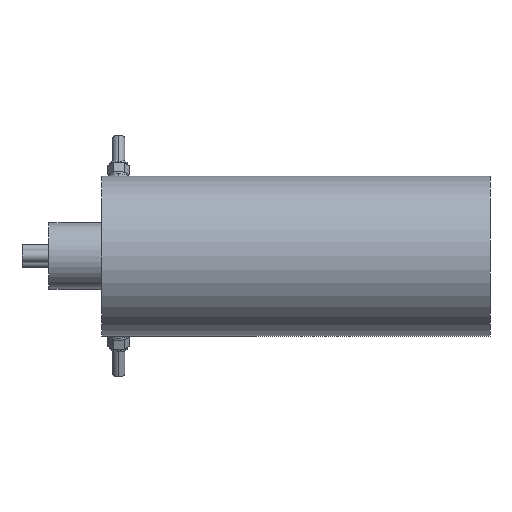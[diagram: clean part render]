
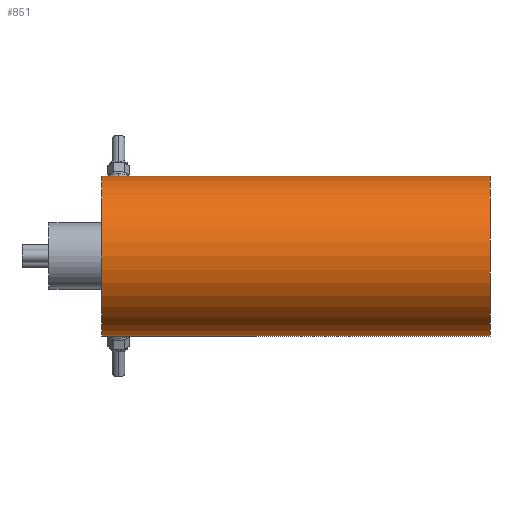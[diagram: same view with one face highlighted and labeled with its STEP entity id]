
A CAD part, front view. The second image highlights one B-rep face of the part: STEP entity #851.
In plain terms, the highlighted cylindrical face has radius 60 mm (diameter 120 mm), a partial arc.
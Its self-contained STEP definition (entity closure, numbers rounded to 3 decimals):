
#113 = CIRCLE ( 'NONE', #4523, 60. ) ;
#157 = EDGE_CURVE ( 'NONE', #3726, #1540, #2169, .T. ) ;
#312 = EDGE_CURVE ( 'NONE', #1154, #3726, #113, .T. ) ;
#361 = DIRECTION ( 'NONE',  ( 1., 0., 0. ) ) ;
#813 = CARTESIAN_POINT ( 'NONE',  ( 40., 0., -60. ) ) ;
#851 = ADVANCED_FACE ( 'NONE', ( #1674 ), #3761, .T. ) ;
#947 = CARTESIAN_POINT ( 'NONE',  ( 331., 0., 60. ) ) ;
#972 = VERTEX_POINT ( 'NONE', #947 ) ;
#982 = CARTESIAN_POINT ( 'NONE',  ( 331., 0., 0. ) ) ;
#1064 = AXIS2_PLACEMENT_3D ( 'NONE', #982, #3746, #1401 ) ;
#1077 = CARTESIAN_POINT ( 'NONE',  ( 331., 0., -60. ) ) ;
#1123 = CARTESIAN_POINT ( 'NONE',  ( 331., 0., -60. ) ) ;
#1154 = VERTEX_POINT ( 'NONE', #2647 ) ;
#1401 = DIRECTION ( 'NONE',  ( 0., 0., -1. ) ) ;
#1540 = VERTEX_POINT ( 'NONE', #1123 ) ;
#1611 = ORIENTED_EDGE ( 'NONE', *, *, #2820, .F. ) ;
#1674 = FACE_OUTER_BOUND ( 'NONE', #4491, .T. ) ;
#2169 = LINE ( 'NONE', #1077, #2213 ) ;
#2213 = VECTOR ( 'NONE', #4577, 1000. ) ;
#2420 = ORIENTED_EDGE ( 'NONE', *, *, #157, .T. ) ;
#2485 = DIRECTION ( 'NONE',  ( 1., 0., 0. ) ) ;
#2647 = CARTESIAN_POINT ( 'NONE',  ( 40., 0., 60. ) ) ;
#2795 = CARTESIAN_POINT ( 'NONE',  ( 40., 0., 0. ) ) ;
#2801 = CIRCLE ( 'NONE', #1064, 60. ) ;
#2820 = EDGE_CURVE ( 'NONE', #972, #1540, #2801, .T. ) ;
#2847 = DIRECTION ( 'NONE',  ( 0., 0., -1. ) ) ;
#2862 = DIRECTION ( 'NONE',  ( 1., 0., 0. ) ) ;
#2937 = ORIENTED_EDGE ( 'NONE', *, *, #312, .T. ) ;
#3180 = DIRECTION ( 'NONE',  ( 0., 0., -1. ) ) ;
#3295 = LINE ( 'NONE', #3655, #3858 ) ;
#3413 = AXIS2_PLACEMENT_3D ( 'NONE', #4765, #2862, #2847 ) ;
#3422 = ORIENTED_EDGE ( 'NONE', *, *, #4614, .F. ) ;
#3655 = CARTESIAN_POINT ( 'NONE',  ( 331., 0., 60. ) ) ;
#3726 = VERTEX_POINT ( 'NONE', #813 ) ;
#3746 = DIRECTION ( 'NONE',  ( 1., 0., 0. ) ) ;
#3761 = CYLINDRICAL_SURFACE ( 'NONE', #3413, 60. ) ;
#3858 = VECTOR ( 'NONE', #2485, 1000. ) ;
#4491 = EDGE_LOOP ( 'NONE', ( #3422, #2937, #2420, #1611 ) ) ;
#4523 = AXIS2_PLACEMENT_3D ( 'NONE', #2795, #361, #3180 ) ;
#4577 = DIRECTION ( 'NONE',  ( 1., 0., 0. ) ) ;
#4614 = EDGE_CURVE ( 'NONE', #1154, #972, #3295, .T. ) ;
#4765 = CARTESIAN_POINT ( 'NONE',  ( 331., 0., 0. ) ) ;
